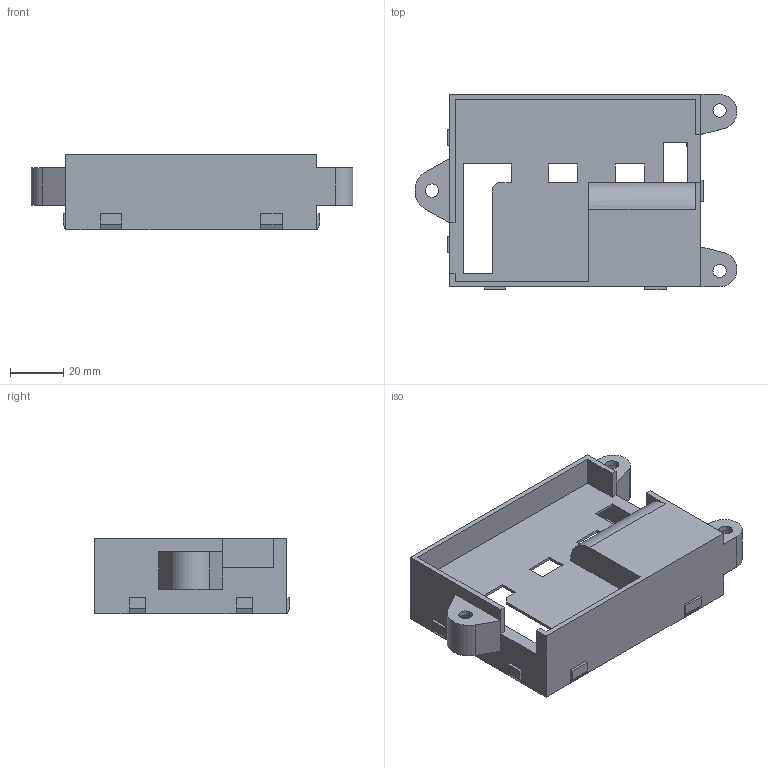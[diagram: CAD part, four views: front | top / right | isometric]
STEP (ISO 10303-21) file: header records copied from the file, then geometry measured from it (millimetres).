
FILE_DESCRIPTION(/* description */ (''),/* implementation_level */ '2;1');
FILE_NAME(/* name */ 'dual_motors_handler_v2.3.stp',/* time_stamp */ '2019-09-30T19:24:12+03:00',/* author */ ('nulin'),/* organization */ (''),/* preprocessor_version */ 'ST-DEVELOPER v16.13',/* originating_system */ 'Autodesk Inventor 2018',/* authorisation */ '');
FILE_SCHEMA (('AUTOMOTIVE_DESIGN { 1 0 10303 214 3 1 1 }'));
Length unit declared in the file: millimetre
Products named in the file (1): Крышка_v2_3DПЕЧАТЬ
Bounding box: 120.47 x 73 x 28.1 mm (x, y, z)
Volume: 28650.6 mm3; surface area: 31427.5 mm2
Topology: 1 solids, 1 shells, 133 faces, 382 edges, 254 vertices
Faces by surface type: plane 122, cylinder 11
Full cylindrical faces by diameter (mm): 5 x3
Entity records: 4448 total; most frequent: CARTESIAN_POINT 761, ORIENTED_EDGE 752, DIRECTION 667, EDGE_CURVE 376, LINE 353, VECTOR 353, VERTEX_POINT 251, AXIS2_PLACEMENT_3D 157
